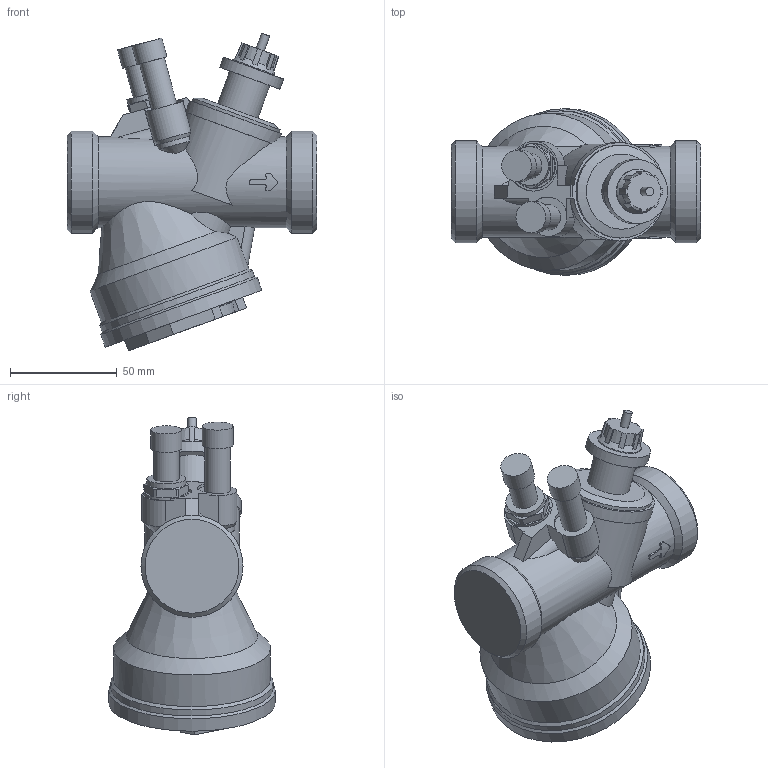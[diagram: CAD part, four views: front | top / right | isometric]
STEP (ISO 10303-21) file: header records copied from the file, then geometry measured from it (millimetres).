
FILE_DESCRIPTION( ( 'Unknown' ), '1' );
FILE_NAME( '52 164-332 TA MODULATOR_DN32.stp', 'Unknown', ( 'Unknown' ), ( 'Unknown' ), 'PSStep 14.0', 'Unknown', ' ' );
FILE_SCHEMA( ( 'AUTOMOTIVE_DESIGN { 1 0 10303 214 1 1 1 1 }' ) );
Length unit declared in the file: millimetre
Products named in the file (1): 31064202
Bounding box: 117 x 78 x 148.8 mm (x, y, z)
Volume: 412668.3 mm3; surface area: 47246.2 mm2
Topology: 1 solids, 1 shells, 169 faces, 437 edges, 288 vertices
Faces by surface type: plane 91, cone 38, cylinder 35, extrusion 4, bspline 1
Full cylindrical faces by diameter (mm): 4 x1, 11.933 x2, 14.5 x2, 18.3 x1, 20 x1, 21 x2, 30 x1, 42.5 x1, 43.5 x1, 47.803 x2, 72.5 x1, 73.5 x1, 76 x1, 78 x1
Entity records: 7627 total; most frequent: CARTESIAN_POINT 2367, ORIENTED_EDGE 786, DIRECTION 779, EDGE_CURVE 393, AXIS2_PLACEMENT_3D 293, VERTEX_POINT 276, EDGE_LOOP 219, VECTOR 193
